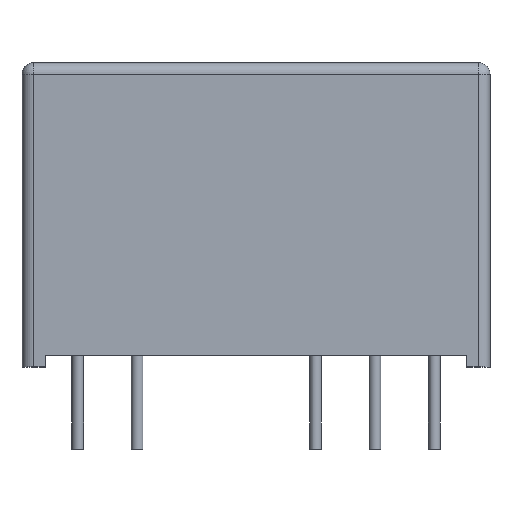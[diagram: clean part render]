
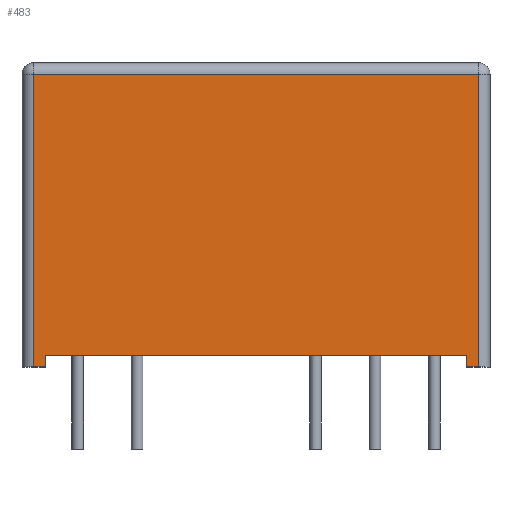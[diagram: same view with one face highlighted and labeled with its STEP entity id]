
A CAD part, top view. The second image highlights one B-rep face of the part: STEP entity #483.
In plain terms, the highlighted planar face has unit normal (0, 0, 1).
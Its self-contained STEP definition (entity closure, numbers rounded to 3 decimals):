
#33=PLANE('',#555);
#45=LINE('',#759,#82);
#48=LINE('',#773,#85);
#60=LINE('',#811,#97);
#69=LINE('',#830,#106);
#71=LINE('',#835,#108);
#73=LINE('',#838,#110);
#74=LINE('',#840,#111);
#75=LINE('',#842,#112);
#82=VECTOR('',#596,10.);
#85=VECTOR('',#611,10.);
#97=VECTOR('',#655,10.);
#106=VECTOR('',#672,10.);
#108=VECTOR('',#676,10.);
#110=VECTOR('',#680,10.);
#111=VECTOR('',#683,10.);
#112=VECTOR('',#686,10.);
#152=FACE_OUTER_BOUND('',#189,.T.);
#189=EDGE_LOOP('',(#417,#418,#419,#420,#421,#422,#423,#424));
#234=VERTEX_POINT('',#752);
#236=VERTEX_POINT('',#757);
#237=VERTEX_POINT('',#762);
#240=VERTEX_POINT('',#769);
#256=VERTEX_POINT('',#826);
#257=VERTEX_POINT('',#828);
#258=VERTEX_POINT('',#832);
#259=VERTEX_POINT('',#834);
#274=EDGE_CURVE('',#236,#234,#45,.T.);
#281=EDGE_CURVE('',#237,#240,#48,.T.);
#301=EDGE_CURVE('',#234,#237,#60,.T.);
#310=EDGE_CURVE('',#256,#257,#69,.T.);
#312=EDGE_CURVE('',#259,#258,#71,.T.);
#314=EDGE_CURVE('',#257,#259,#73,.T.);
#315=EDGE_CURVE('',#236,#256,#74,.T.);
#316=EDGE_CURVE('',#258,#240,#75,.T.);
#417=ORIENTED_EDGE('',*,*,#274,.F.);
#418=ORIENTED_EDGE('',*,*,#315,.T.);
#419=ORIENTED_EDGE('',*,*,#310,.T.);
#420=ORIENTED_EDGE('',*,*,#314,.T.);
#421=ORIENTED_EDGE('',*,*,#312,.T.);
#422=ORIENTED_EDGE('',*,*,#316,.T.);
#423=ORIENTED_EDGE('',*,*,#281,.F.);
#424=ORIENTED_EDGE('',*,*,#301,.F.);
#483=ADVANCED_FACE('',(#152),#33,.T.);
#555=AXIS2_PLACEMENT_3D('',#844,#688,#689);
#596=DIRECTION('',(0.,1.,0.));
#611=DIRECTION('',(0.,-1.,0.));
#655=DIRECTION('',(1.,0.,0.));
#672=DIRECTION('',(0.,1.,0.));
#676=DIRECTION('',(0.,-1.,0.));
#680=DIRECTION('',(1.,0.,0.));
#683=DIRECTION('',(1.,0.,0.));
#686=DIRECTION('',(1.,0.,0.));
#688=DIRECTION('center_axis',(0.,0.,1.));
#689=DIRECTION('ref_axis',(1.,0.,0.));
#752=CARTESIAN_POINT('',(-9.5,12.5,5.));
#757=CARTESIAN_POINT('',(-9.5,0.,5.));
#759=CARTESIAN_POINT('',(-9.5,0.,5.));
#762=CARTESIAN_POINT('',(9.5,12.5,5.));
#769=CARTESIAN_POINT('',(9.5,0.,5.));
#773=CARTESIAN_POINT('',(9.5,0.,5.));
#811=CARTESIAN_POINT('',(-5.,12.5,5.));
#826=CARTESIAN_POINT('',(-9.,0.,5.));
#828=CARTESIAN_POINT('',(-9.,0.5,5.));
#830=CARTESIAN_POINT('',(-9.,0.,5.));
#832=CARTESIAN_POINT('',(9.,0.,5.));
#834=CARTESIAN_POINT('',(9.,0.5,5.));
#835=CARTESIAN_POINT('',(9.,0.,5.));
#838=CARTESIAN_POINT('',(-5.,0.5,5.));
#840=CARTESIAN_POINT('',(-10.,0.,5.));
#842=CARTESIAN_POINT('',(-10.,0.,5.));
#844=CARTESIAN_POINT('Origin',(-10.,0.,5.));
